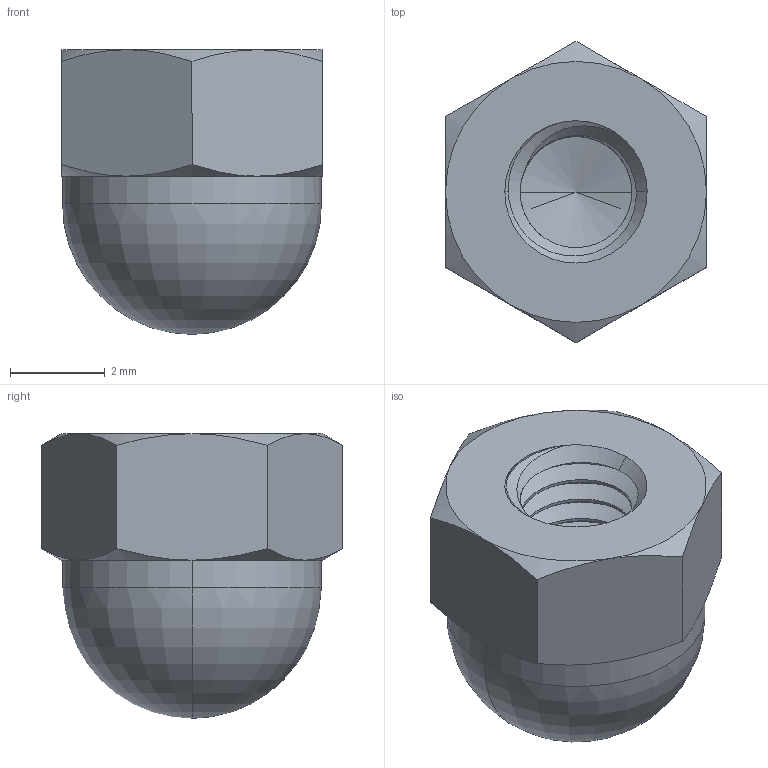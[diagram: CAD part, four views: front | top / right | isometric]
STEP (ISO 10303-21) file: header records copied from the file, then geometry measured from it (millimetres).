
FILE_DESCRIPTION (( 'STEP AP203' ), '1' );
FILE_NAME ('94000A330.STEP', '2020-03-13T20:51:27', ( '' ), ( '' ), 'SwSTEP 2.0', 'SolidWorks 2017', '' );
FILE_SCHEMA (( 'CONFIG_CONTROL_DESIGN' ));
Length unit declared in the file: millimetre
Products named in the file (1): 94000A330
Bounding box: 5.5 x 6.35 x 6 mm (x, y, z)
Volume: 93.8 mm3; surface area: 219.9 mm2
Topology: 1 solids, 1 shells, 84 faces, 220 edges, 139 vertices
Faces by surface type: cylinder 46, cone 23, plane 11, torus 2, bspline 2
Entity records: 3938 total; most frequent: CARTESIAN_POINT 2106, ORIENTED_EDGE 436, DIRECTION 301, EDGE_CURVE 218, VERTEX_POINT 139, AXIS2_PLACEMENT_3D 120, EDGE_LOOP 87, FACE_OUTER_BOUND 84
